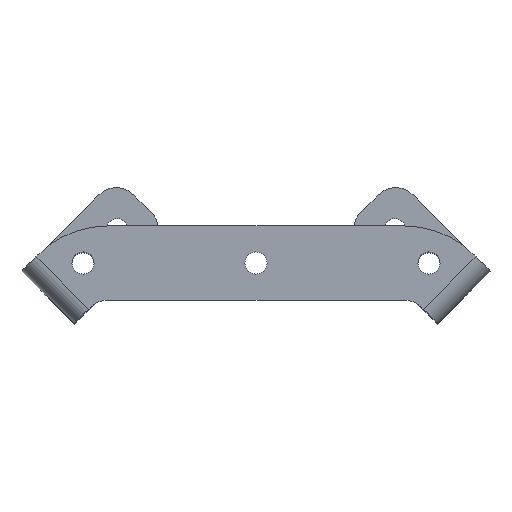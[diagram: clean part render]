
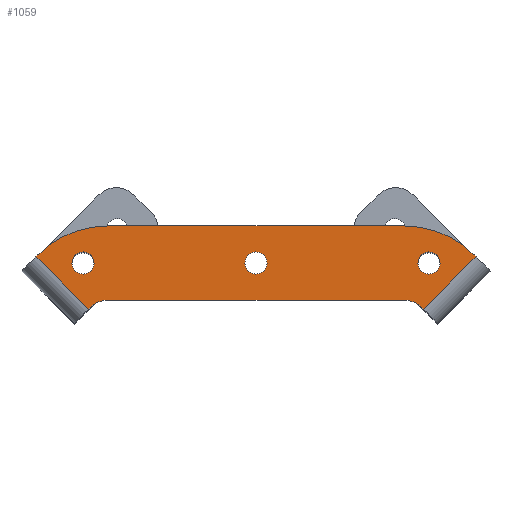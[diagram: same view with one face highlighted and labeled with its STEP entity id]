
A CAD part, top view. The second image highlights one B-rep face of the part: STEP entity #1059.
In plain terms, the highlighted planar face has unit normal (0, 0, 1).
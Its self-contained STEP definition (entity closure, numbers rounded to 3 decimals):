
#34=FACE_BOUND('',#212,.T.);
#35=FACE_BOUND('',#213,.T.);
#36=FACE_BOUND('',#214,.T.);
#70=PLANE('',#1188);
#131=FACE_OUTER_BOUND('',#211,.T.);
#211=EDGE_LOOP('',(#957,#958,#959,#960,#961,#962,#963,#964,#965,#966,#967,
#968));
#212=EDGE_LOOP('',(#969));
#213=EDGE_LOOP('',(#970));
#214=EDGE_LOOP('',(#971));
#273=LINE('',#1703,#364);
#282=LINE('',#1729,#373);
#285=LINE('',#1736,#376);
#288=LINE('',#1742,#379);
#297=LINE('',#1782,#388);
#300=LINE('',#1789,#391);
#302=LINE('',#1796,#393);
#305=LINE('',#1803,#396);
#364=VECTOR('',#1397,10.);
#373=VECTOR('',#1428,10.);
#376=VECTOR('',#1435,10.);
#379=VECTOR('',#1440,10.);
#388=VECTOR('',#1483,10.);
#391=VECTOR('',#1492,10.);
#393=VECTOR('',#1500,10.);
#396=VECTOR('',#1509,10.);
#444=CIRCLE('',#1171,2.25);
#445=CIRCLE('',#1173,2.25);
#446=CIRCLE('',#1175,2.25);
#447=CIRCLE('',#1177,5.);
#448=CIRCLE('',#1180,5.);
#449=CIRCLE('',#1183,20.);
#450=CIRCLE('',#1186,20.);
#507=VERTEX_POINT('',#1693);
#508=VERTEX_POINT('',#1697);
#513=VERTEX_POINT('',#1719);
#514=VERTEX_POINT('',#1723);
#516=VERTEX_POINT('',#1734);
#518=VERTEX_POINT('',#1740);
#528=VERTEX_POINT('',#1765);
#529=VERTEX_POINT('',#1769);
#530=VERTEX_POINT('',#1773);
#531=VERTEX_POINT('',#1777);
#532=VERTEX_POINT('',#1781);
#533=VERTEX_POINT('',#1785);
#534=VERTEX_POINT('',#1791);
#535=VERTEX_POINT('',#1795);
#536=VERTEX_POINT('',#1799);
#631=EDGE_CURVE('',#507,#508,#273,.T.);
#644=EDGE_CURVE('',#513,#514,#282,.T.);
#647=EDGE_CURVE('',#516,#508,#285,.T.);
#650=EDGE_CURVE('',#514,#518,#288,.T.);
#662=EDGE_CURVE('',#528,#528,#444,.T.);
#664=EDGE_CURVE('',#529,#529,#445,.T.);
#666=EDGE_CURVE('',#530,#530,#446,.T.);
#668=EDGE_CURVE('',#516,#531,#447,.T.);
#670=EDGE_CURVE('',#532,#531,#297,.T.);
#672=EDGE_CURVE('',#532,#533,#448,.T.);
#674=EDGE_CURVE('',#533,#513,#300,.T.);
#675=EDGE_CURVE('',#534,#518,#449,.T.);
#677=EDGE_CURVE('',#534,#535,#302,.T.);
#679=EDGE_CURVE('',#536,#535,#450,.T.);
#681=EDGE_CURVE('',#507,#536,#305,.T.);
#957=ORIENTED_EDGE('',*,*,#631,.T.);
#958=ORIENTED_EDGE('',*,*,#647,.F.);
#959=ORIENTED_EDGE('',*,*,#668,.T.);
#960=ORIENTED_EDGE('',*,*,#670,.F.);
#961=ORIENTED_EDGE('',*,*,#672,.T.);
#962=ORIENTED_EDGE('',*,*,#674,.T.);
#963=ORIENTED_EDGE('',*,*,#644,.T.);
#964=ORIENTED_EDGE('',*,*,#650,.T.);
#965=ORIENTED_EDGE('',*,*,#675,.F.);
#966=ORIENTED_EDGE('',*,*,#677,.T.);
#967=ORIENTED_EDGE('',*,*,#679,.F.);
#968=ORIENTED_EDGE('',*,*,#681,.F.);
#969=ORIENTED_EDGE('',*,*,#662,.T.);
#970=ORIENTED_EDGE('',*,*,#664,.T.);
#971=ORIENTED_EDGE('',*,*,#666,.T.);
#1059=ADVANCED_FACE('',(#131,#34,#35,#36),#70,.F.);
#1171=AXIS2_PLACEMENT_3D('',#1766,#1463,#1464);
#1173=AXIS2_PLACEMENT_3D('',#1770,#1468,#1469);
#1175=AXIS2_PLACEMENT_3D('',#1774,#1473,#1474);
#1177=AXIS2_PLACEMENT_3D('',#1778,#1478,#1479);
#1180=AXIS2_PLACEMENT_3D('',#1786,#1487,#1488);
#1183=AXIS2_PLACEMENT_3D('',#1792,#1495,#1496);
#1186=AXIS2_PLACEMENT_3D('',#1800,#1504,#1505);
#1188=AXIS2_PLACEMENT_3D('',#1804,#1510,#1511);
#1397=DIRECTION('',(0.707,-0.707,0.));
#1428=DIRECTION('',(0.707,0.707,0.));
#1435=DIRECTION('',(-0.707,-0.707,0.));
#1440=DIRECTION('',(-0.707,0.707,0.));
#1463=DIRECTION('center_axis',(0.,0.,
-1.));
#1464=DIRECTION('ref_axis',(0.,1.,0.));
#1468=DIRECTION('center_axis',(0.,0.,
-1.));
#1469=DIRECTION('ref_axis',(0.,1.,0.));
#1473=DIRECTION('center_axis',(0.,0.,
-1.));
#1474=DIRECTION('ref_axis',(0.,1.,0.));
#1478=DIRECTION('center_axis',(0.,0.,
-1.));
#1479=DIRECTION('ref_axis',(-0.707,0.707,0.));
#1483=DIRECTION('',(-1.,0.,0.));
#1487=DIRECTION('center_axis',(0.,0.,
-1.));
#1488=DIRECTION('ref_axis',(0.,1.,0.));
#1492=DIRECTION('',(0.707,-0.707,0.));
#1495=DIRECTION('center_axis',(0.,0.,
-1.));
#1496=DIRECTION('ref_axis',(0.,1.,0.));
#1500=DIRECTION('',(-1.,0.,0.));
#1504=DIRECTION('center_axis',(0.,0.,
-1.));
#1505=DIRECTION('ref_axis',(-0.707,0.707,0.));
#1509=DIRECTION('',(0.707,0.707,0.));
#1510=DIRECTION('center_axis',(0.,0.,
-1.));
#1511=DIRECTION('ref_axis',(0.,-1.,0.));
#1693=CARTESIAN_POINT('',(-44.521,-6.92,122.));
#1697=CARTESIAN_POINT('',(-33.915,-17.527,122.));
#1703=CARTESIAN_POINT('',(-32.491,-18.95,122.));
#1719=CARTESIAN_POINT('',(33.915,-17.527,122.));
#1723=CARTESIAN_POINT('',(44.521,-6.92,122.));
#1729=CARTESIAN_POINT('',(27.188,-24.253,122.));
#1734=CARTESIAN_POINT('',(-33.536,-17.148,122.));
#1736=CARTESIAN_POINT('',(-33.536,-17.148,122.));
#1740=CARTESIAN_POINT('',(44.142,-6.541,122.));
#1742=CARTESIAN_POINT('',(47.35,-9.748,122.));
#1765=CARTESIAN_POINT('',(0.,-10.433,122.));
#1766=CARTESIAN_POINT('Origin',(0.,-8.183,
122.));
#1769=CARTESIAN_POINT('',(-35.,-10.433,122.));
#1770=CARTESIAN_POINT('Origin',(-35.,-8.183,122.));
#1773=CARTESIAN_POINT('',(35.,-10.433,122.));
#1774=CARTESIAN_POINT('Origin',(35.,-8.183,122.));
#1777=CARTESIAN_POINT('',(-30.,-15.683,122.));
#1778=CARTESIAN_POINT('Origin',(-30.,-20.683,122.));
#1781=CARTESIAN_POINT('',(30.,-15.683,122.));
#1782=CARTESIAN_POINT('',(30.,-15.683,122.));
#1785=CARTESIAN_POINT('',(33.536,-17.148,122.));
#1786=CARTESIAN_POINT('Origin',(30.,-20.683,122.));
#1789=CARTESIAN_POINT('',(33.536,-17.148,122.));
#1791=CARTESIAN_POINT('',(30.,-0.683,122.));
#1792=CARTESIAN_POINT('Origin',(30.,-20.683,122.));
#1795=CARTESIAN_POINT('',(-30.,-0.683,122.));
#1796=CARTESIAN_POINT('',(30.,-0.683,122.));
#1799=CARTESIAN_POINT('',(-44.142,-6.541,122.));
#1800=CARTESIAN_POINT('Origin',(-30.,-20.683,122.));
#1803=CARTESIAN_POINT('',(-47.35,-9.748,122.));
#1804=CARTESIAN_POINT('Origin',(0.,-10.519,
122.));
